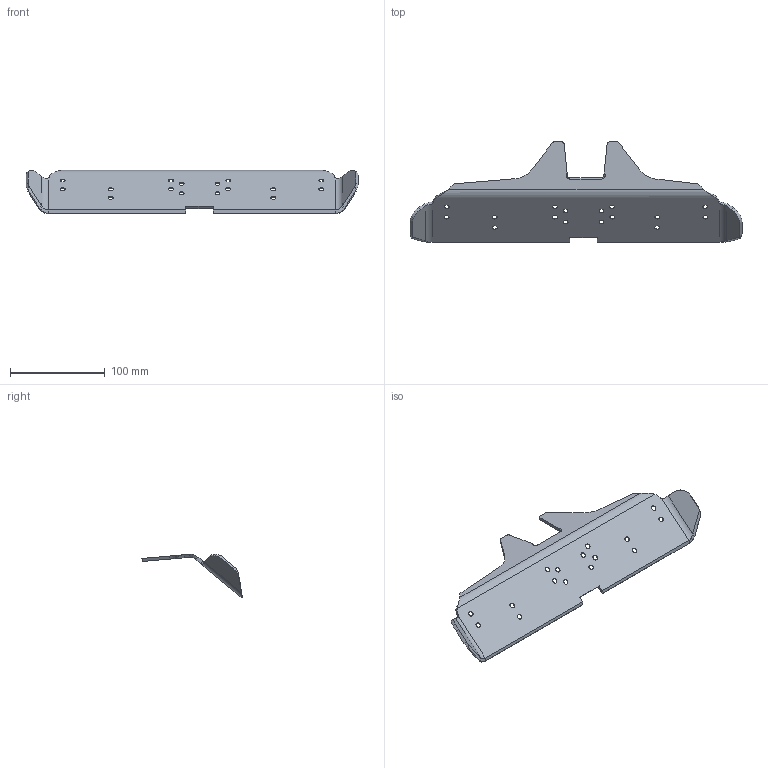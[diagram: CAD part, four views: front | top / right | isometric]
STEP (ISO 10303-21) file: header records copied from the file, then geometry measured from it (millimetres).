
FILE_DESCRIPTION (( 'STEP AP214' ), '1' );
FILE_NAME ('Ti_125_x1_Liam_Full Plow Wedge.STEP', '2024-05-08T00:55:49', ( '' ), ( '' ), 'SwSTEP 2.0', 'SolidWorks 2023', '' );
FILE_SCHEMA (( 'AUTOMOTIVE_DESIGN' ));
Length unit declared in the file: inch
Products named in the file (1): Ti_125_x1_Liam_Full Plow Wedge
Bounding box: 350.34 x 105.71 x 45.98 mm (x, y, z)
Volume: 87949.9 mm3; surface area: 59766.6 mm2
Topology: 1 solids, 1 shells, 134 faces, 340 edges, 208 vertices
Faces by surface type: cylinder 55, plane 37, cone 34, bspline 8
Entity records: 4593 total; most frequent: CARTESIAN_POINT 1271, DIRECTION 696, ORIENTED_EDGE 680, EDGE_CURVE 340, AXIS2_PLACEMENT_3D 263, VERTEX_POINT 208, LINE 170, VECTOR 170
